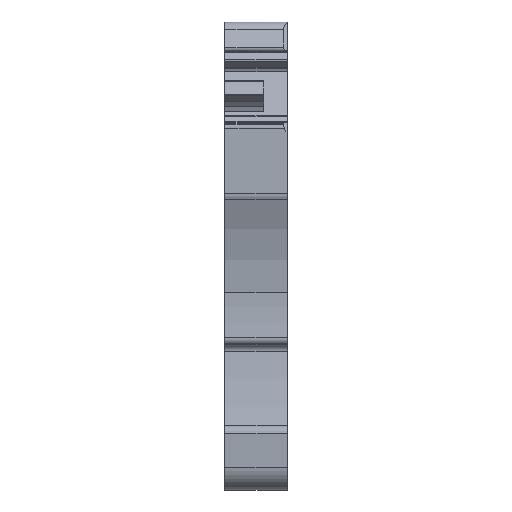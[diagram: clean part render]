
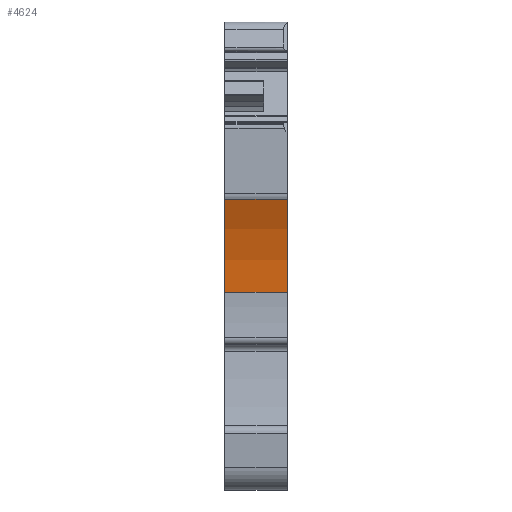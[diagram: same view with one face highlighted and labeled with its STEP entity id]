
A CAD part, front view. The second image highlights one B-rep face of the part: STEP entity #4624.
In plain terms, the highlighted cylindrical face has radius 20 mm (diameter 40 mm), a partial arc.
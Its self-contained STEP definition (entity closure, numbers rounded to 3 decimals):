
#771=AXIS2_PLACEMENT_3D('Circle Axis2P3D',#769,#770,$) ;
#3336=AXIS2_PLACEMENT_3D('Circle Axis2P3D',#3334,#3335,$) ;
#4611=AXIS2_PLACEMENT_3D('Cylinder Axis2P3D',#4608,#4609,#4610) ;
#766=CARTESIAN_POINT('Vertex',(5.1,0.09,23.842)) ;
#769=CARTESIAN_POINT('Axis2P3D Location',(5.1,-18.105,15.54)) ;
#773=CARTESIAN_POINT('Vertex',(5.1,1.884,16.2)) ;
#3331=CARTESIAN_POINT('Vertex',(0.,1.884,16.2)) ;
#3334=CARTESIAN_POINT('Axis2P3D Location',(0.,-18.105,15.54)) ;
#3338=CARTESIAN_POINT('Vertex',(0.,0.09,23.842)) ;
#4596=CARTESIAN_POINT('Line Origine',(2.55,0.09,23.842)) ;
#4608=CARTESIAN_POINT('Axis2P3D Location',(2.55,-18.105,15.54)) ;
#4613=CARTESIAN_POINT('Line Origine',(2.55,1.884,16.2)) ;
#770=DIRECTION('Axis2P3D Direction',(-1.,0.,0.)) ;
#3335=DIRECTION('Axis2P3D Direction',(-1.,0.,0.)) ;
#4597=DIRECTION('Vector Direction',(-1.,0.,0.)) ;
#4609=DIRECTION('Axis2P3D Direction',(-1.,0.,0.)) ;
#4610=DIRECTION('Axis2P3D XDirection',(0.,0.91,0.415)) ;
#4614=DIRECTION('Vector Direction',(-1.,0.,0.)) ;
#4598=VECTOR('Line Direction',#4597,1.) ;
#4615=VECTOR('Line Direction',#4614,1.) ;
#4619=ORIENTED_EDGE('',*,*,#4617,.F.) ;
#4620=ORIENTED_EDGE('',*,*,#775,.T.) ;
#4621=ORIENTED_EDGE('',*,*,#4600,.T.) ;
#4622=ORIENTED_EDGE('',*,*,#3340,.F.) ;
#4624=ADVANCED_FACE('KLTR_ZDU2.5/3AN N.1\\K\X2\00F6\X0\rper.2 ( *SOL2 - wsp *MASTER -  )',(#4623),#4612,.F.) ;
#772=CIRCLE('generated circle',#771,20.) ;
#3337=CIRCLE('generated circle',#3336,20.) ;
#4612=CYLINDRICAL_SURFACE('generated cylinder',#4611,20.) ;
#775=EDGE_CURVE('',#774,#767,#772,.F.) ;
#3340=EDGE_CURVE('',#3332,#3339,#3337,.F.) ;
#4600=EDGE_CURVE('',#767,#3339,#4599,.T.) ;
#4617=EDGE_CURVE('',#774,#3332,#4616,.T.) ;
#4618=EDGE_LOOP('',(#4619,#4620,#4621,#4622)) ;
#4623=FACE_OUTER_BOUND('',#4618,.T.) ;
#4599=LINE('Line',#4596,#4598) ;
#4616=LINE('Line',#4613,#4615) ;
#767=VERTEX_POINT('',#766) ;
#774=VERTEX_POINT('',#773) ;
#3332=VERTEX_POINT('',#3331) ;
#3339=VERTEX_POINT('',#3338) ;
